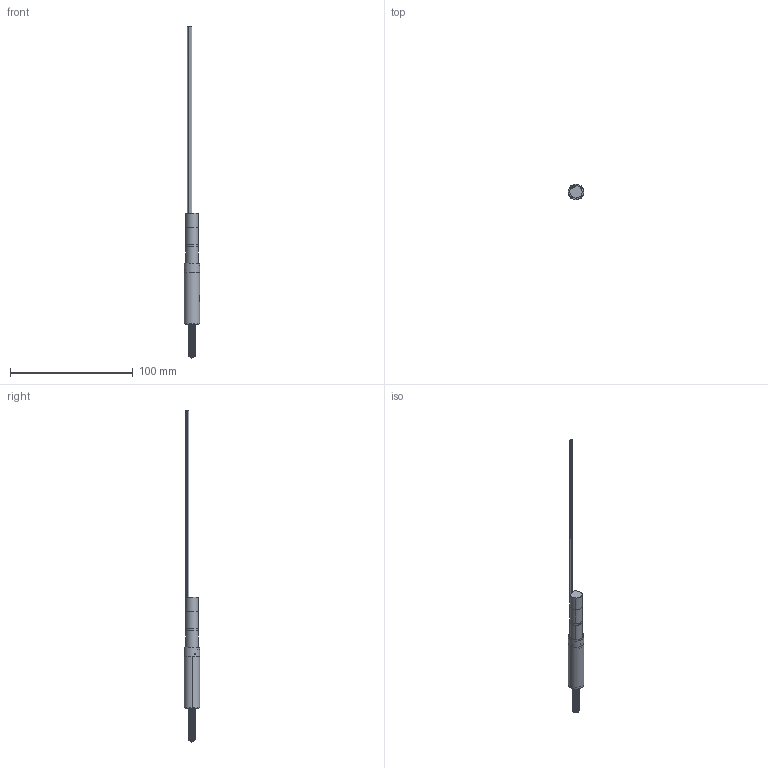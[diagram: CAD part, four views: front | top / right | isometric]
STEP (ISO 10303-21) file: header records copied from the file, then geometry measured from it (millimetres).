
FILE_DESCRIPTION (( 'STEP AP214' ), '1' );
FILE_NAME ('6385-E0W.step', '2007-11-09T04:19:20', ( ' ' ), ( ' ' ), 'SwSTEP 2.0', 'SolidWorks 2007', '' );
FILE_SCHEMA (( 'AUTOMOTIVE_DESIGN' ));
Length unit declared in the file: inch
Products named in the file (1): 6385-E0W
Bounding box: 12.7 x 12.7 x 269.92 mm (x, y, z)
Surface area: 9514.6 mm2 (no closed solid volume)
Topology: 0 solids, 12 shells, 266 faces, 993 edges, 734 vertices
Faces by surface type: cylinder 227, plane 22, bspline 8, cone 7, sphere 2
Entity records: 25358 total; most frequent: CARTESIAN_POINT 14646, ORIENTED_EDGE 1803, DIRECTION 1182, EDGE_CURVE 988, VERTEX_POINT 731, AXIS2_PLACEMENT_3D 420, VECTOR 342, LINE 342
